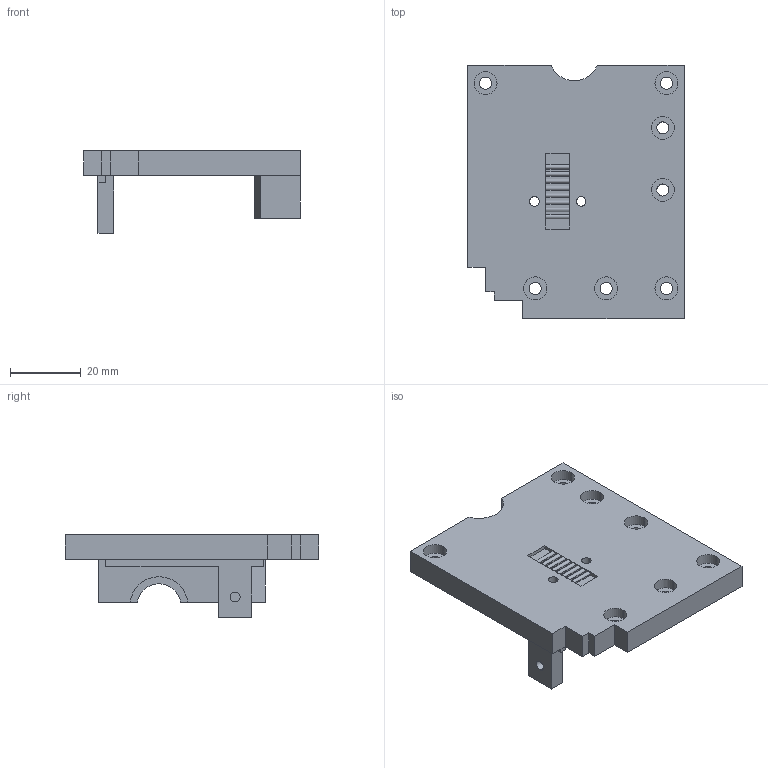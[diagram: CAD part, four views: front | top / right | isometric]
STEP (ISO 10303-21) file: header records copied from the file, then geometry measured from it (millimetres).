
FILE_DESCRIPTION (( 'STEP AP203' ), '1' );
FILE_NAME ('cover-1 (Default).STEP', '2021-11-19T20:52:09', ( '' ), ( '' ), 'SwSTEP 2.0', 'SolidWorks 2020', '' );
FILE_SCHEMA (( 'CONFIG_CONTROL_DESIGN' ));
Length unit declared in the file: millimetre
Products named in the file (1): cover-1 (Default)
Bounding box: 61 x 71.36 x 23.33 mm (x, y, z)
Volume: 25942.5 mm3; surface area: 14642.3 mm2
Topology: 1 solids, 1 shells, 160 faces, 420 edges, 273 vertices
Faces by surface type: plane 104, cylinder 54, cone 2
Entity records: 5027 total; most frequent: DIRECTION 864, CARTESIAN_POINT 852, ORIENTED_EDGE 836, EDGE_CURVE 418, LINE 294, VECTOR 294, AXIS2_PLACEMENT_3D 285, VERTEX_POINT 273
